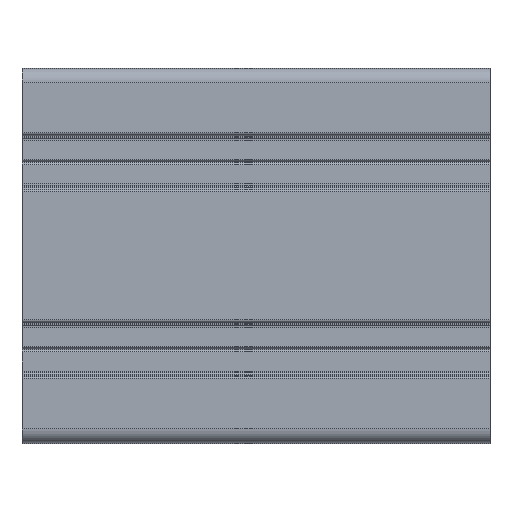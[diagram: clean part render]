
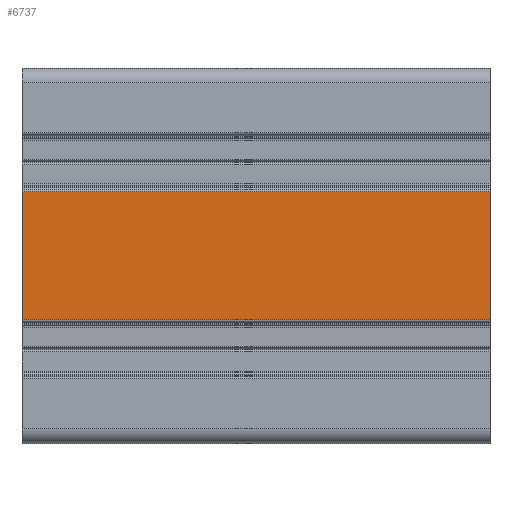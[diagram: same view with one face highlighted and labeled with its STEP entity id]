
A CAD part, top view. The second image highlights one B-rep face of the part: STEP entity #6737.
In plain terms, the highlighted planar face has unit normal (0, 0, 1).
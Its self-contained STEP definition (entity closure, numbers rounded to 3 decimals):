
#519 = VERTEX_POINT ( 'NONE', #12353 ) ;
#1947 = ORIENTED_EDGE ( 'NONE', *, *, #4046, .F. ) ;
#2588 = DIRECTION ( 'NONE',  ( -1., 0., 0. ) ) ;
#3345 = CARTESIAN_POINT ( 'NONE',  ( 59.184, 68.598, 40. ) ) ;
#3468 = DIRECTION ( 'NONE',  ( 0., -1., 0. ) ) ;
#3852 = VECTOR ( 'NONE', #3468, 1000. ) ;
#3893 = DIRECTION ( 'NONE',  ( 0., 0., -1. ) ) ;
#3917 = ORIENTED_EDGE ( 'NONE', *, *, #5759, .F. ) ;
#3930 = VECTOR ( 'NONE', #4288, 1000. ) ;
#4046 = EDGE_CURVE ( 'NONE', #13539, #6390, #8037, .T. ) ;
#4288 = DIRECTION ( 'NONE',  ( 0., -1., 0. ) ) ;
#5495 = CARTESIAN_POINT ( 'NONE',  ( -40.816, 68.598, 40. ) ) ;
#5717 = ORIENTED_EDGE ( 'NONE', *, *, #18218, .T. ) ;
#5759 = EDGE_CURVE ( 'NONE', #6390, #519, #6134, .T. ) ;
#5985 = EDGE_CURVE ( 'NONE', #13539, #8208, #8395, .T. ) ;
#6134 = LINE ( 'NONE', #13564, #12332 ) ;
#6282 = LINE ( 'NONE', #13347, #3930 ) ;
#6390 = VERTEX_POINT ( 'NONE', #10958 ) ;
#6737 = ADVANCED_FACE ( 'NONE', ( #10457 ), #18589, .F. ) ;
#8037 = LINE ( 'NONE', #3345, #3852 ) ;
#8208 = VERTEX_POINT ( 'NONE', #5495 ) ;
#8395 = LINE ( 'NONE', #17262, #17189 ) ;
#8425 = DIRECTION ( 'NONE',  ( 0., 1., 0. ) ) ;
#9153 = DIRECTION ( 'NONE',  ( -1., 0., 0. ) ) ;
#9776 = CARTESIAN_POINT ( 'NONE',  ( 59.184, 68.598, 40. ) ) ;
#10457 = FACE_OUTER_BOUND ( 'NONE', #16617, .T. ) ;
#10958 = CARTESIAN_POINT ( 'NONE',  ( 59.184, 41.198, 40. ) ) ;
#12332 = VECTOR ( 'NONE', #9153, 1000. ) ;
#12353 = CARTESIAN_POINT ( 'NONE',  ( -40.816, 41.198, 40. ) ) ;
#12731 = CARTESIAN_POINT ( 'NONE',  ( 59.184, 68.598, 40. ) ) ;
#13347 = CARTESIAN_POINT ( 'NONE',  ( -40.816, 68.598, 40. ) ) ;
#13539 = VERTEX_POINT ( 'NONE', #9776 ) ;
#13564 = CARTESIAN_POINT ( 'NONE',  ( 59.184, 41.198, 40. ) ) ;
#16616 = AXIS2_PLACEMENT_3D ( 'NONE', #12731, #3893, #8425 ) ;
#16617 = EDGE_LOOP ( 'NONE', ( #5717, #3917, #1947, #17034 ) ) ;
#17034 = ORIENTED_EDGE ( 'NONE', *, *, #5985, .T. ) ;
#17189 = VECTOR ( 'NONE', #2588, 1000. ) ;
#17262 = CARTESIAN_POINT ( 'NONE',  ( 59.184, 68.598, 40. ) ) ;
#18218 = EDGE_CURVE ( 'NONE', #8208, #519, #6282, .T. ) ;
#18589 = PLANE ( 'NONE',  #16616 ) ;
